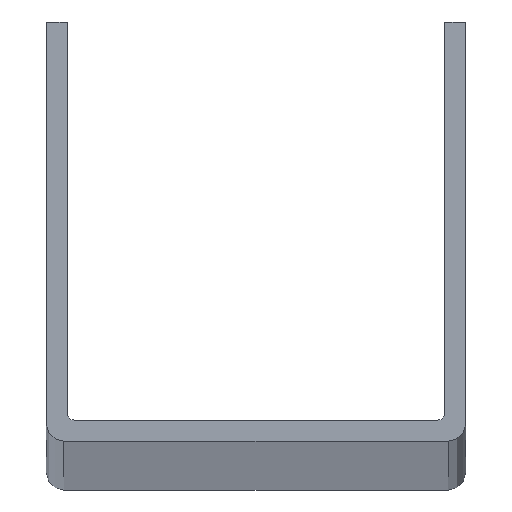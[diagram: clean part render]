
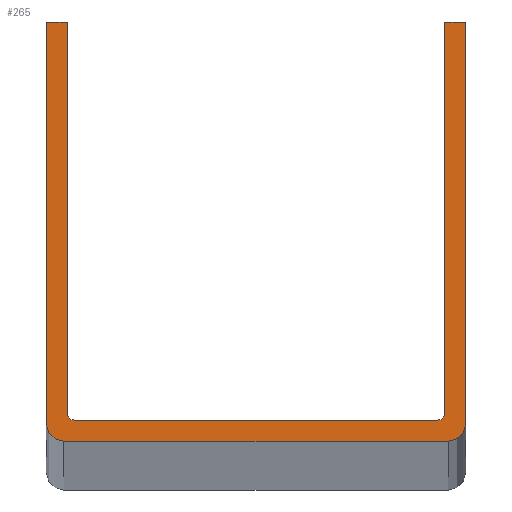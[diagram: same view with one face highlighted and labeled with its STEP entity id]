
A CAD part, top view. The second image highlights one B-rep face of the part: STEP entity #265.
In plain terms, the highlighted planar face has unit normal (0, 0, 1).
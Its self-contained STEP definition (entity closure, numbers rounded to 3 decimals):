
#15=CIRCLE('',#289,1.25);
#17=CIRCLE('',#293,1.25);
#19=CIRCLE('',#299,0.5);
#21=CIRCLE('',#303,0.5);
#39=FACE_OUTER_BOUND('',#53,.T.);
#53=EDGE_LOOP('',(#219,#220,#221,#222,#223,#224,#225,#226,#227,#228,#229,
#230));
#55=LINE('',#387,#83);
#60=LINE('',#401,#88);
#64=LINE('',#413,#92);
#67=LINE('',#419,#95);
#70=LINE('',#425,#98);
#74=LINE('',#437,#102);
#78=LINE('',#449,#106);
#81=LINE('',#454,#109);
#83=VECTOR('',#313,10.);
#88=VECTOR('',#326,10.);
#92=VECTOR('',#338,10.);
#95=VECTOR('',#343,10.);
#98=VECTOR('',#348,10.);
#102=VECTOR('',#360,10.);
#106=VECTOR('',#372,10.);
#109=VECTOR('',#377,10.);
#111=VERTEX_POINT('',#385);
#112=VERTEX_POINT('',#386);
#115=VERTEX_POINT('',#394);
#117=VERTEX_POINT('',#400);
#119=VERTEX_POINT('',#406);
#121=VERTEX_POINT('',#412);
#123=VERTEX_POINT('',#418);
#125=VERTEX_POINT('',#424);
#127=VERTEX_POINT('',#430);
#129=VERTEX_POINT('',#436);
#131=VERTEX_POINT('',#442);
#133=VERTEX_POINT('',#448);
#135=EDGE_CURVE('',#111,#112,#55,.T.);
#139=EDGE_CURVE('',#112,#115,#15,.T.);
#142=EDGE_CURVE('',#115,#117,#60,.T.);
#145=EDGE_CURVE('',#117,#119,#17,.T.);
#148=EDGE_CURVE('',#119,#121,#64,.T.);
#151=EDGE_CURVE('',#121,#123,#67,.T.);
#154=EDGE_CURVE('',#123,#125,#70,.T.);
#157=EDGE_CURVE('',#125,#127,#19,.T.);
#160=EDGE_CURVE('',#127,#129,#74,.T.);
#163=EDGE_CURVE('',#129,#131,#21,.T.);
#166=EDGE_CURVE('',#131,#133,#78,.T.);
#169=EDGE_CURVE('',#133,#111,#81,.T.);
#219=ORIENTED_EDGE('',*,*,#135,.F.);
#220=ORIENTED_EDGE('',*,*,#169,.F.);
#221=ORIENTED_EDGE('',*,*,#166,.F.);
#222=ORIENTED_EDGE('',*,*,#163,.F.);
#223=ORIENTED_EDGE('',*,*,#160,.F.);
#224=ORIENTED_EDGE('',*,*,#157,.F.);
#225=ORIENTED_EDGE('',*,*,#154,.F.);
#226=ORIENTED_EDGE('',*,*,#151,.F.);
#227=ORIENTED_EDGE('',*,*,#148,.F.);
#228=ORIENTED_EDGE('',*,*,#145,.F.);
#229=ORIENTED_EDGE('',*,*,#142,.F.);
#230=ORIENTED_EDGE('',*,*,#139,.F.);
#251=PLANE('',#307);
#265=ADVANCED_FACE('',(#39),#251,.T.);
#289=AXIS2_PLACEMENT_3D('',#395,#319,#320);
#293=AXIS2_PLACEMENT_3D('',#407,#331,#332);
#299=AXIS2_PLACEMENT_3D('',#431,#353,#354);
#303=AXIS2_PLACEMENT_3D('',#443,#365,#366);
#307=AXIS2_PLACEMENT_3D('',#456,#379,#380);
#313=DIRECTION('',(0.,-1.,0.));
#319=DIRECTION('center_axis',(0.,0.,-1.));
#320=DIRECTION('ref_axis',(0.,1.,0.));
#326=DIRECTION('',(-1.,0.,0.));
#331=DIRECTION('center_axis',(0.,0.,-1.));
#332=DIRECTION('ref_axis',(1.,0.,0.));
#338=DIRECTION('',(0.,1.,0.));
#343=DIRECTION('',(1.,0.,0.));
#348=DIRECTION('',(0.,-1.,0.));
#353=DIRECTION('center_axis',(0.,0.,1.));
#354=DIRECTION('ref_axis',(-1.,0.,0.));
#360=DIRECTION('',(1.,0.,0.));
#365=DIRECTION('center_axis',(0.,0.,1.));
#366=DIRECTION('ref_axis',(0.,-1.,0.));
#372=DIRECTION('',(0.,1.,0.));
#377=DIRECTION('',(1.,0.,0.));
#379=DIRECTION('center_axis',(0.,0.,1.));
#380=DIRECTION('ref_axis',(1.,0.,0.));
#385=CARTESIAN_POINT('',(15.,30.,2000.));
#386=CARTESIAN_POINT('',(15.,1.25,2000.));
#387=CARTESIAN_POINT('',(15.,30.,2000.));
#394=CARTESIAN_POINT('',(13.75,0.,2000.));
#395=CARTESIAN_POINT('Origin',(13.75,1.25,2000.));
#400=CARTESIAN_POINT('',(-13.75,0.,2000.));
#401=CARTESIAN_POINT('',(13.75,0.,2000.));
#406=CARTESIAN_POINT('',(-15.,1.25,2000.));
#407=CARTESIAN_POINT('Origin',(-13.75,1.25,2000.));
#412=CARTESIAN_POINT('',(-15.,30.,2000.));
#413=CARTESIAN_POINT('',(-15.,1.25,2000.));
#418=CARTESIAN_POINT('',(-13.5,30.,2000.));
#419=CARTESIAN_POINT('',(-15.,30.,2000.));
#424=CARTESIAN_POINT('',(-13.5,2.,2000.));
#425=CARTESIAN_POINT('',(-13.5,30.,2000.));
#430=CARTESIAN_POINT('',(-13.,1.5,2000.));
#431=CARTESIAN_POINT('Origin',(-13.,2.,2000.));
#436=CARTESIAN_POINT('',(13.,1.5,2000.));
#437=CARTESIAN_POINT('',(-13.,1.5,2000.));
#442=CARTESIAN_POINT('',(13.5,2.,2000.));
#443=CARTESIAN_POINT('Origin',(13.,2.,2000.));
#448=CARTESIAN_POINT('',(13.5,30.,2000.));
#449=CARTESIAN_POINT('',(13.5,2.,2000.));
#454=CARTESIAN_POINT('',(13.5,30.,2000.));
#456=CARTESIAN_POINT('Origin',(0.,10.986,2000.));
